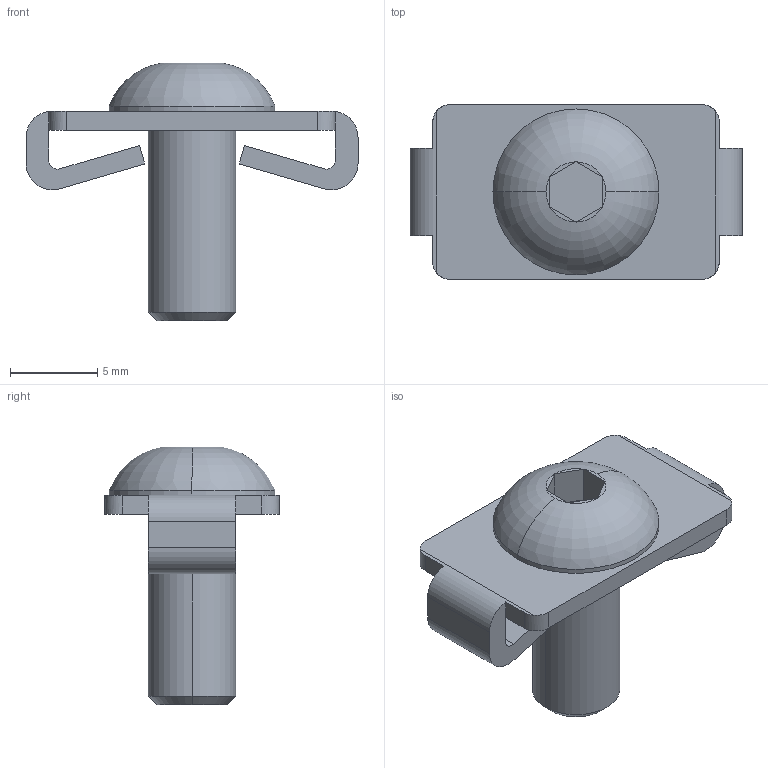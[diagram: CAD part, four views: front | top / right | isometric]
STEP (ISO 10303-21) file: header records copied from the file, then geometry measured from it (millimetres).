
FILE_DESCRIPTION(('no description'),'unknown implementation level');
FILE_NAME('item_0037008_Standard_Fastening_Set_5_1.stp',' ',('item Industrietechnik GmbH'),('CADClick - KiM GmbH - www.kimweb.de'),'unknown preprocess','ACIS','unknown authorization');
FILE_SCHEMA(('automotive_design'));
Length unit declared in the file: millimetre
Products named in the file (2): 1; 2
Bounding box: 19 x 10 x 14.75 mm (x, y, z)
Volume: 621.1 mm3; surface area: 973.6 mm2
Topology: 2 solids, 2 shells, 61 faces, 158 edges, 102 vertices
Faces by surface type: plane 39, cylinder 16, torus 4, cone 2
Entity records: 3739 total; most frequent: CARTESIAN_POINT 395, STYLED_ITEM 323, PRESENTATION_STYLE_ASSIGNMENT 323, COLOUR_RGB 323, DIRECTION 316, ORIENTED_EDGE 316, EDGE_CURVE 158, CURVE_STYLE 158
